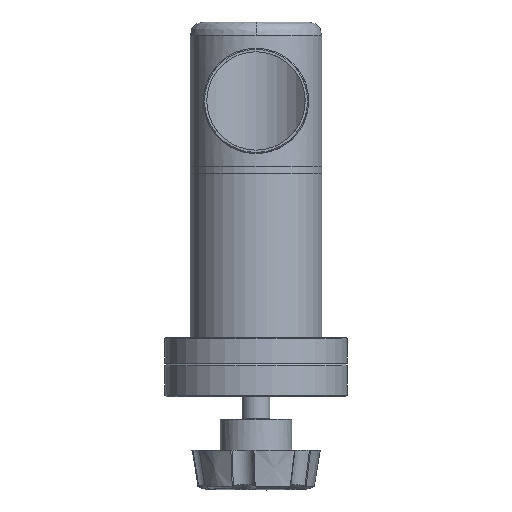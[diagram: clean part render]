
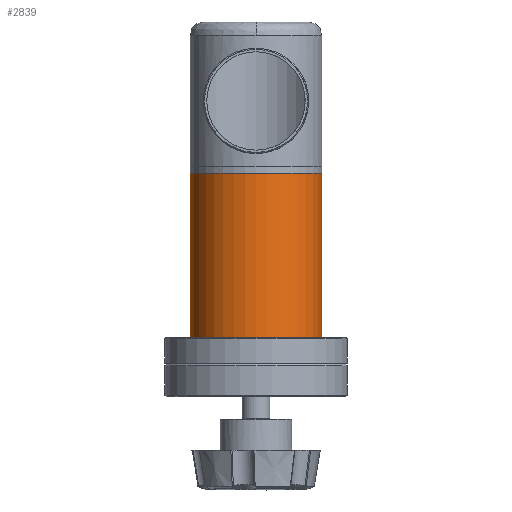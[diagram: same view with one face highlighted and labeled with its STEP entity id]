
A CAD part, front view. The second image highlights one B-rep face of the part: STEP entity #2839.
In plain terms, the highlighted cylindrical face has radius 31.75 mm (diameter 63.5 mm), a partial arc.
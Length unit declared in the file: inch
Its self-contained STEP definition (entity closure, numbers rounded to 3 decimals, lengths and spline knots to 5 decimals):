
#227 = EDGE_LOOP ( 'NONE', ( #7881, #6714, #9338, #6817 ) ) ;
#260 = AXIS2_PLACEMENT_3D ( 'NONE', #1864, #8870, #2875 ) ;
#1024 = EDGE_CURVE ( 'NONE', #10520, #9633, #1889, .T. ) ;
#1152 = CARTESIAN_POINT ( 'NONE',  ( 1.25, 0., 0. ) ) ;
#1864 = CARTESIAN_POINT ( 'NONE',  ( 0., 0., -3.165 ) ) ;
#1889 = LINE ( 'NONE', #10900, #12180 ) ;
#1981 = CARTESIAN_POINT ( 'NONE',  ( -1.25, 0., 0. ) ) ;
#2019 = FACE_OUTER_BOUND ( 'NONE', #227, .T. ) ;
#2045 = CARTESIAN_POINT ( 'NONE',  ( 1.25, 0., -3.165 ) ) ;
#2638 = LINE ( 'NONE', #9767, #5015 ) ;
#2724 = EDGE_CURVE ( 'NONE', #7200, #6701, #2638, .T. ) ;
#2815 = DIRECTION ( 'NONE',  ( 1., 0., 0. ) ) ;
#2839 = ADVANCED_FACE ( 'NONE', ( #2019 ), #11667, .T. ) ;
#2875 = DIRECTION ( 'NONE',  ( 1., 0., 0. ) ) ;
#3193 = CARTESIAN_POINT ( 'NONE',  ( 0., 0., 0. ) ) ;
#4226 = CARTESIAN_POINT ( 'NONE',  ( 0., 0., -3.185 ) ) ;
#4294 = EDGE_CURVE ( 'NONE', #7200, #10520, #8215, .T. ) ;
#4465 = EDGE_CURVE ( 'NONE', #9633, #6701, #4911, .T. ) ;
#4911 = CIRCLE ( 'NONE', #11598, 1.25 ) ;
#5015 = VECTOR ( 'NONE', #11722, 39.37008 ) ;
#5236 = DIRECTION ( 'NONE',  ( 0., 0., 1. ) ) ;
#6701 = VERTEX_POINT ( 'NONE', #1981 ) ;
#6714 = ORIENTED_EDGE ( 'NONE', *, *, #4294, .T. ) ;
#6817 = ORIENTED_EDGE ( 'NONE', *, *, #4465, .T. ) ;
#7200 = VERTEX_POINT ( 'NONE', #10739 ) ;
#7202 = DIRECTION ( 'NONE',  ( 1., 0., 0. ) ) ;
#7881 = ORIENTED_EDGE ( 'NONE', *, *, #2724, .F. ) ;
#8215 = CIRCLE ( 'NONE', #260, 1.25 ) ;
#8870 = DIRECTION ( 'NONE',  ( 0., 0., 1. ) ) ;
#9338 = ORIENTED_EDGE ( 'NONE', *, *, #1024, .T. ) ;
#9507 = DIRECTION ( 'NONE',  ( 0., 0., -1. ) ) ;
#9633 = VERTEX_POINT ( 'NONE', #1152 ) ;
#9767 = CARTESIAN_POINT ( 'NONE',  ( -1.25, 0., -3.185 ) ) ;
#10520 = VERTEX_POINT ( 'NONE', #2045 ) ;
#10739 = CARTESIAN_POINT ( 'NONE',  ( -1.25, 0., -3.165 ) ) ;
#10900 = CARTESIAN_POINT ( 'NONE',  ( 1.25, 0., -3.185 ) ) ;
#10948 = DIRECTION ( 'NONE',  ( 0., 0., 1. ) ) ;
#11598 = AXIS2_PLACEMENT_3D ( 'NONE', #3193, #9507, #2815 ) ;
#11667 = CYLINDRICAL_SURFACE ( 'NONE', #12410, 1.25 ) ;
#11722 = DIRECTION ( 'NONE',  ( 0., 0., 1. ) ) ;
#12180 = VECTOR ( 'NONE', #10948, 39.37008 ) ;
#12410 = AXIS2_PLACEMENT_3D ( 'NONE', #4226, #5236, #7202 ) ;
